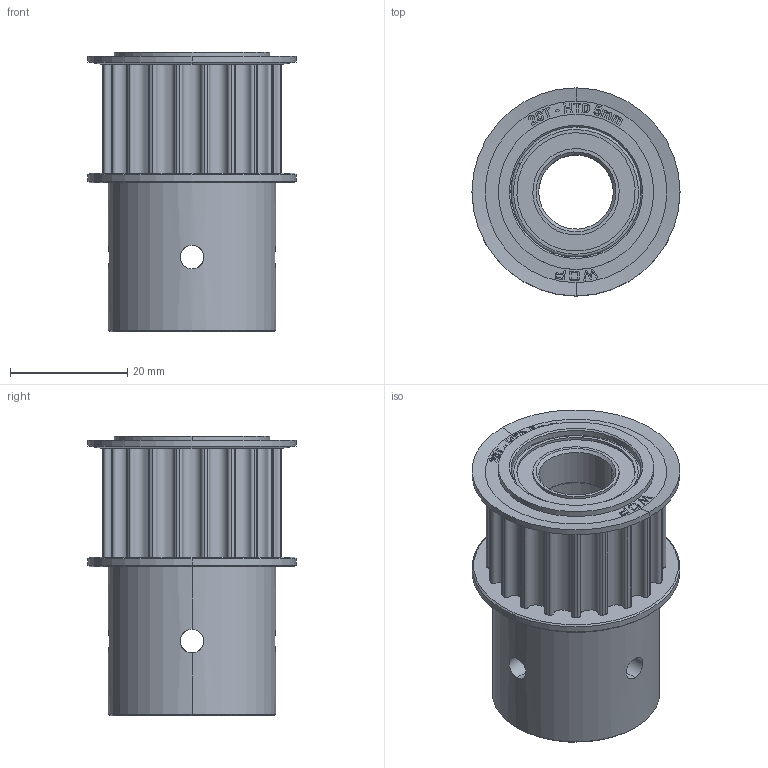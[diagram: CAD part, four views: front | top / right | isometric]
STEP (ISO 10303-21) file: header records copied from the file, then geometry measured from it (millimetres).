
FILE_DESCRIPTION (( 'STEP AP214' ), '1' );
FILE_NAME ('WCP-1748 Rev1.step', '2025-01-31T21:58:56', ( '' ), ( '' ), 'SwSTEP 2.0', 'SolidWorks 2022', '' );
FILE_SCHEMA (( 'AUTOMOTIVE_DESIGN' ));
Length unit declared in the file: inch
Products named in the file (3): WCP-1748 Rev1; WCP-1748-001 Rev1_1.25" OD Tube; WCP-0777 Rev1
Assembly tree (3 placements, depth 2):
  WCP-1748 Rev1
    WCP-1748-001 Rev1_1.25" OD Tube
    WCP-0777 Rev1  x2
Bounding box: 35.5 x 35.5 x 47.62 mm (x, y, z)
Volume: 18749.5 mm3; surface area: 13590.5 mm2
Topology: 4 solids, 4 shells, 330 faces, 843 edges, 548 vertices
Faces by surface type: plane 154, bspline 78, cylinder 72, cone 26
Entity records: 17892 total; most frequent: CARTESIAN_POINT 10591, ORIENTED_EDGE 1582, DIRECTION 1233, EDGE_CURVE 791, VERTEX_POINT 516, VECTOR 501, LINE 501, AXIS2_PLACEMENT_3D 366
